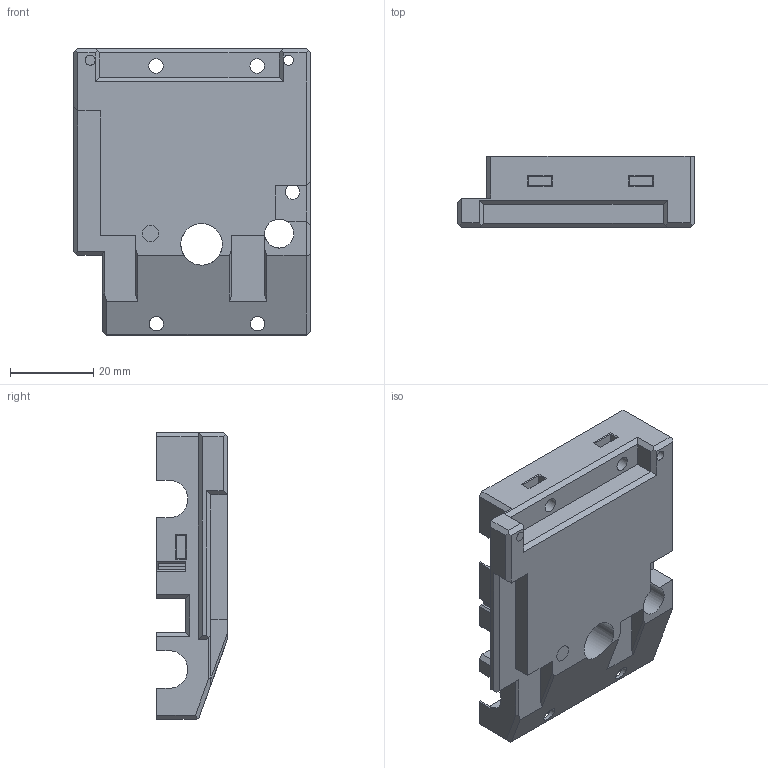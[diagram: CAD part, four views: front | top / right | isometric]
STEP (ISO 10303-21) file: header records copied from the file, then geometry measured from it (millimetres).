
FILE_DESCRIPTION(/* description */ ('','CAx-IF Rec.Pracs.---Representation and Presentation of Product Manufacturing Information (PMI)---4.0---2014-10-13'),/* implementation_level */ '2;1');
FILE_NAME(/* name */ 'E-Holder.step',/* time_stamp */ '2025-03-13T06:49:58+01:00',/* author */ (''),/* organization */ (''),/* preprocessor_version */ 'ST-DEVELOPER v20',/* originating_system */ 'Autodesk Translation Framework v13.20.0.188',/* authorisation */ '');
FILE_SCHEMA (('AP242_MANAGED_MODEL_BASED_3D_ENGINEERING_MIM_LF { 1 0 10303 442 1 1 4 }'));
Length unit declared in the file: millimetre
Products named in the file (1): (Unsaved)
Bounding box: 57 x 17 x 69 mm (x, y, z)
Volume: 34346.4 mm3; surface area: 16248.4 mm2
Topology: 1 solids, 1 shells, 390 faces, 1025 edges, 635 vertices
Faces by surface type: plane 361, cylinder 28, cone 1
Full cylindrical faces by diameter (mm): 2.4 x2, 3.5 x12, 4 x1, 5 x2, 6 x1, 7 x1, 10 x1
Entity records: 11751 total; most frequent: CARTESIAN_POINT 2111, ORIENTED_EDGE 2042, DIRECTION 1867, EDGE_CURVE 1021, LINE 947, VECTOR 947, VERTEX_POINT 633, AXIS2_PLACEMENT_3D 460
